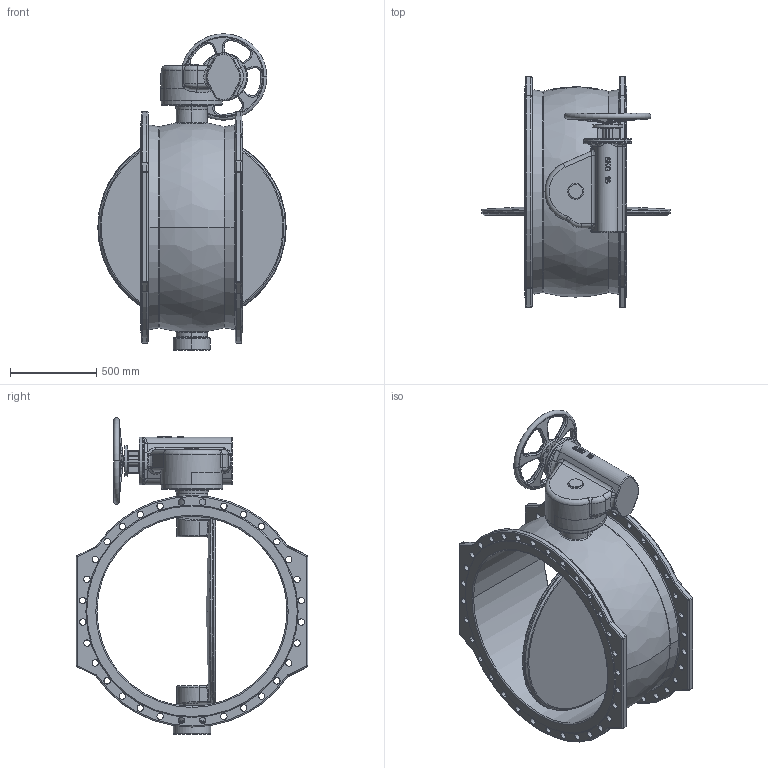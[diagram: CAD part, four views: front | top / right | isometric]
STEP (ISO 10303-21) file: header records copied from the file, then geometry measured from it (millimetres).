
FILE_DESCRIPTION((''),'2;1');
FILE_NAME('0D231478_ASM','2014-12-15T',('aspaegele'),(''),'PRO/ENGINEER BY PARAMETRIC TECHNOLOGY CORPORATION, 2010040','PRO/ENGINEER BY PARAMETRIC TECHNOLOGY CORPORATION, 2010040','');
FILE_SCHEMA(('AUTOMOTIVE_DESIGN_CC2 { 1 2 10303 214 -1 1 5 2 }'));
Products named in the file (6): F0D231476; M0D231476; NET_SKG_16; NET_ANTRFLANSCH_SKG_16_F14_F_HR; 500_30_NABENLOCH; 0D231478_ASM
Assembly tree (5 placements, depth 2):
  0D231478_ASM
    F0D231476
    M0D231476
    NET_SKG_16
    NET_ANTRFLANSCH_SKG_16_F14_F_HR
    500_30_NABENLOCH
Bounding box: 1090 x 1340 x 1830.6 mm (x, y, z)
Volume: 225766590.6 mm3; surface area: 9869252.8 mm2
Topology: 5 solids, 5 shells, 1250 faces, 3243 edges, 2038 vertices
Faces by surface type: plane 620, cylinder 333, torus 134, bspline 113, sphere 34, cone 16
Entity records: 55731 total; most frequent: CARTESIAN_POINT 14739, ORIENTED_EDGE 6482, DIRECTION 5994, EDGE_CURVE 3241, PRESENTATION_STYLE_ASSIGNMENT 3228, STYLED_ITEM 3185, CURVE_STYLE 3135, AXIS2_PLACEMENT_3D 2227
